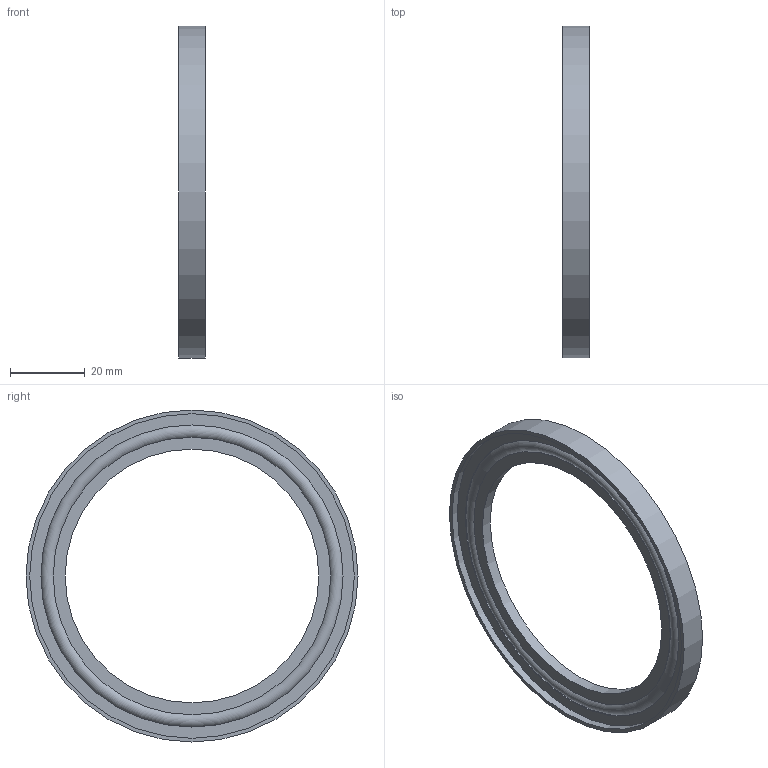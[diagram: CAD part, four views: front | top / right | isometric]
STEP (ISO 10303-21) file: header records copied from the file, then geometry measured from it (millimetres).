
FILE_DESCRIPTION(/* description */ (''),/* implementation_level */ '2;1');
FILE_NAME(/* name */ '34.063035.123.663',/* time_stamp */ '2019-05-09T11:17:19+02:00',/* author */ ('Murat Coskun Bicak'),/* organization */ ('Evac AG'),/* preprocessor_version */ 'ST-DEVELOPER v16.7',/* originating_system */ 'DEX',/* authorisation */ $);
FILE_SCHEMA (('AUTOMOTIVE_DESIGN {1 0 10303 214 3 1 1}'));
Length unit declared in the file: millimetre
Products named in the file (4): 34.063035.123.663; 34.123.061-PTFE; 34.123.062-PTFE; 34.804.806
Assembly tree (3 placements, depth 2):
  34.063035.123.663
    34.123.061-PTFE
    34.123.062-PTFE
    34.804.806
Bounding box: 7 x 89 x 89 mm (x, y, z)
Volume: 8798.8 mm3; surface area: 12279.9 mm2
Topology: 3 solids, 3 shells, 21 faces, 36 edges, 21 vertices
Faces by surface type: cylinder 8, plane 6, cone 4, torus 3
Full cylindrical faces by diameter (mm): 68 x1, 74.4 x2, 81 x2, 87 x2, 89 x1
Entity records: 527 total; most frequent: DIRECTION 90, CARTESIAN_POINT 66, AXIS2_PLACEMENT_3D 45, FACE_BOUND 41, ORIENTED_EDGE 40, EDGE_LOOP 40, VERTEX_POINT 21, ADVANCED_FACE 21
